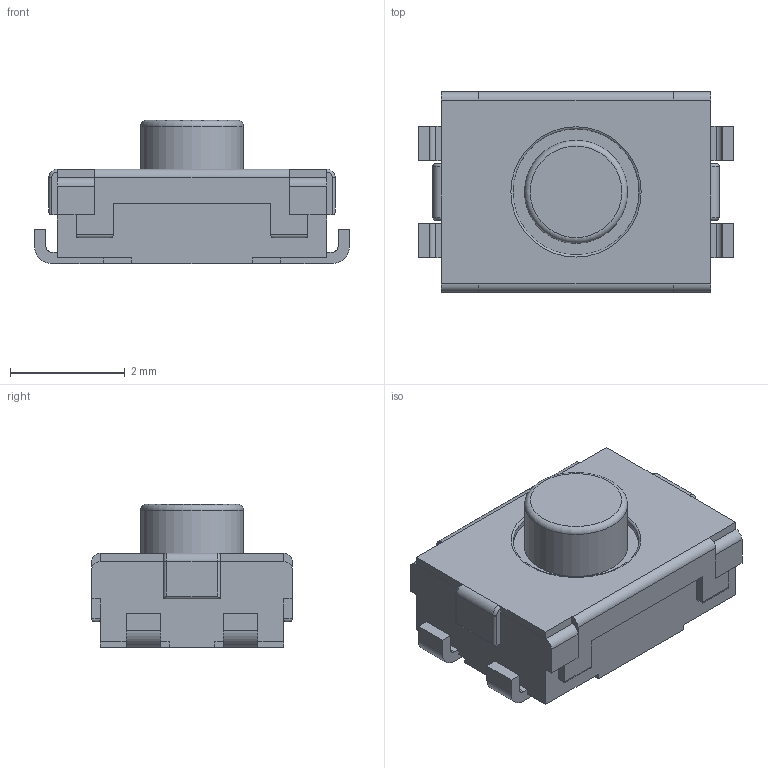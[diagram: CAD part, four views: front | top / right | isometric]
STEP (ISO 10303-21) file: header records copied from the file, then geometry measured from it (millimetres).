
FILE_DESCRIPTION(/* description */ ('model of SW_SPST_EVQP2'),/* implementation_level */ '2;1');
FILE_NAME(/* name */ 'SW_SPST_EVQP2.step',/* time_stamp */ '2020-10-30T13:25:05',/* author */ ('kicad StepUp','ksu'),/* organization */ ('FreeCAD'),/* preprocessor_version */ 'OCC',/* originating_system */ 'kicad StepUp',/* authorisation */ '');
FILE_SCHEMA(('AUTOMOTIVE_DESIGN { 1 0 10303 214 1 1 1 1 }'));
Length unit declared in the file: millimetre
Products named in the file (1): SW_SPST_EVQP2
Bounding box: 5.5 x 3.5 x 2.5 mm (x, y, z)
Volume: 27.9 mm3; surface area: 72.8 mm2
Topology: 1 solids, 1 shells, 151 faces, 402 edges, 255 vertices
Faces by surface type: plane 100, cylinder 44, torus 7
Full cylindrical faces by diameter (mm): 1.8 x1, 2.2 x1
Entity records: 5694 total; most frequent: CARTESIAN_POINT 809, ORIENTED_EDGE 804, DIRECTION 784, EDGE_CURVE 402, LINE 324, VECTOR 324, VERTEX_POINT 255, AXIS2_PLACEMENT_3D 230
